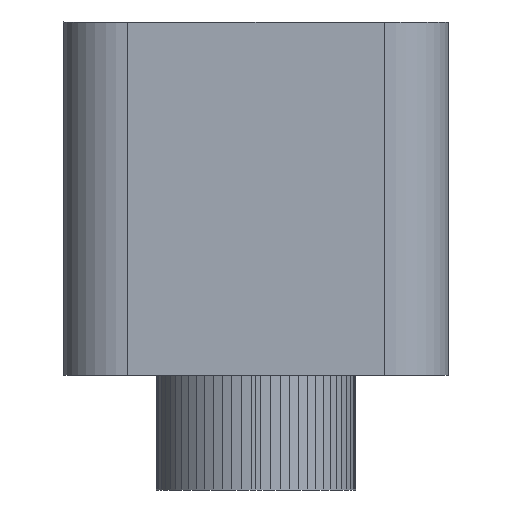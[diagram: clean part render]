
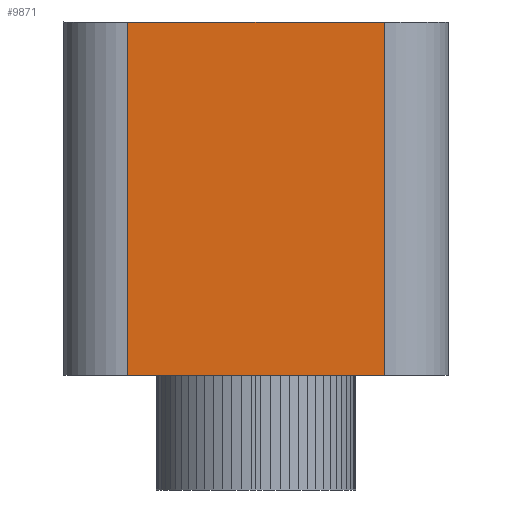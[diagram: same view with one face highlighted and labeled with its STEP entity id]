
A CAD part, front view. The second image highlights one B-rep face of the part: STEP entity #9871.
In plain terms, the highlighted face is planar.
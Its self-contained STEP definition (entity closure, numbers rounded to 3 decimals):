
#9015 = VERTEX_POINT('',#9016);
#9016 = CARTESIAN_POINT('',(-48.,22.,8.));
#9058 = VERTEX_POINT('',#9059);
#9059 = CARTESIAN_POINT('',(-48.,22.,-8.));
#9066 = EDGE_CURVE('',#9058,#9015,#9067,.T.);
#9067 = LINE('',#9068,#9069);
#9068 = CARTESIAN_POINT('',(-48.,22.,8.));
#9069 = VECTOR('',#9070,1.);
#9070 = DIRECTION('',(0.,0.,1.));
#9571 = VERTEX_POINT('',#9572);
#9572 = CARTESIAN_POINT('',(-48.,0.,8.));
#9588 = EDGE_CURVE('',#9015,#9571,#9589,.T.);
#9589 = LINE('',#9590,#9591);
#9590 = CARTESIAN_POINT('',(-48.,22.,8.));
#9591 = VECTOR('',#9592,1.);
#9592 = DIRECTION('',(0.,-1.,0.));
#9851 = VERTEX_POINT('',#9852);
#9852 = CARTESIAN_POINT('',(-48.,0.,-8.));
#9859 = EDGE_CURVE('',#9058,#9851,#9860,.T.);
#9860 = LINE('',#9861,#9862);
#9861 = CARTESIAN_POINT('',(-48.,22.,-8.));
#9862 = VECTOR('',#9863,1.);
#9863 = DIRECTION('',(0.,-1.,0.));
#9871 = ADVANCED_FACE('',(#9872),#9883,.F.);
#9872 = FACE_BOUND('',#9873,.T.);
#9873 = EDGE_LOOP('',(#9874,#9880,#9881,#9882));
#9874 = ORIENTED_EDGE('',*,*,#9875,.T.);
#9875 = EDGE_CURVE('',#9851,#9571,#9876,.T.);
#9876 = LINE('',#9877,#9878);
#9877 = CARTESIAN_POINT('',(-48.,0.,8.));
#9878 = VECTOR('',#9879,1.);
#9879 = DIRECTION('',(0.,0.,1.));
#9880 = ORIENTED_EDGE('',*,*,#9588,.F.);
#9881 = ORIENTED_EDGE('',*,*,#9066,.F.);
#9882 = ORIENTED_EDGE('',*,*,#9859,.T.);
#9883 = PLANE('',#9884);
#9884 = AXIS2_PLACEMENT_3D('',#9885,#9886,#9887);
#9885 = CARTESIAN_POINT('',(-48.,22.,8.));
#9886 = DIRECTION('',(1.,0.,0.));
#9887 = DIRECTION('',(0.,0.,-1.));
